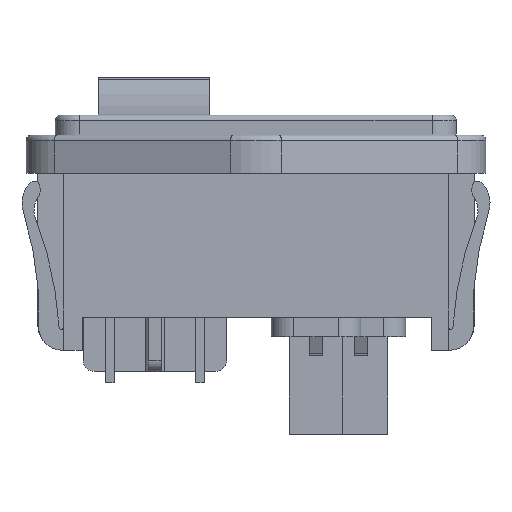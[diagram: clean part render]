
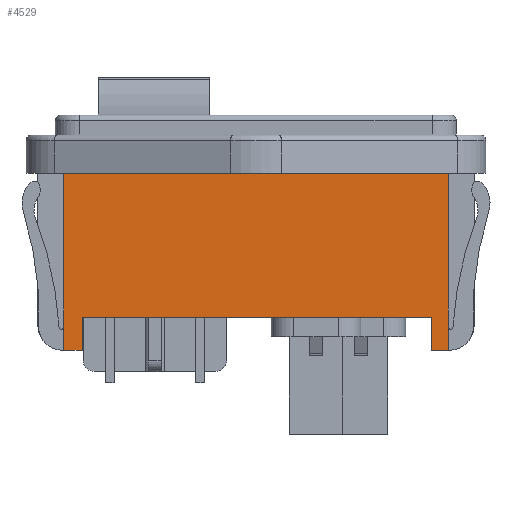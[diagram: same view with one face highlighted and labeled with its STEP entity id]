
A CAD part, left-side view. The second image highlights one B-rep face of the part: STEP entity #4529.
In plain terms, the highlighted planar face has unit normal (-1, 0, 0).
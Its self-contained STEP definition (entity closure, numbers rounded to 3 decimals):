
#280=FACE_OUTER_BOUND('',#544,.T.);
#544=EDGE_LOOP('',(#3642,#3643,#3644,#3645,#3646,#3647,#3648,#3649));
#973=LINE('',#6823,#1462);
#1024=LINE('',#6969,#1513);
#1046=LINE('',#7018,#1535);
#1065=LINE('',#7053,#1554);
#1081=LINE('',#7086,#1570);
#1105=LINE('',#7196,#1594);
#1106=LINE('',#7198,#1595);
#1107=LINE('',#7199,#1596);
#1462=VECTOR('',#5471,34.29);
#1513=VECTOR('',#5632,15.748);
#1535=VECTOR('',#5668,1.524);
#1554=VECTOR('',#5689,1.651);
#1570=VECTOR('',#5723,15.748);
#1594=VECTOR('',#5857,2.945);
#1595=VECTOR('',#5858,31.115);
#1596=VECTOR('',#5859,2.945);
#1947=VERTEX_POINT('',#6820);
#1948=VERTEX_POINT('',#6822);
#1988=VERTEX_POINT('',#6967);
#2007=VERTEX_POINT('',#7015);
#2008=VERTEX_POINT('',#7017);
#2023=VERTEX_POINT('',#7051);
#2062=VERTEX_POINT('',#7195);
#2063=VERTEX_POINT('',#7197);
#2439=EDGE_CURVE('',#1948,#1947,#973,.T.);
#2512=EDGE_CURVE('',#1947,#1988,#1024,.T.);
#2536=EDGE_CURVE('',#2007,#2008,#1046,.T.);
#2555=EDGE_CURVE('',#2023,#1988,#1065,.T.);
#2573=EDGE_CURVE('',#2007,#1948,#1081,.T.);
#2627=EDGE_CURVE('',#2062,#2023,#1105,.T.);
#2628=EDGE_CURVE('',#2063,#2062,#1106,.T.);
#2629=EDGE_CURVE('',#2063,#2008,#1107,.T.);
#3642=ORIENTED_EDGE('',*,*,#2573,.T.);
#3643=ORIENTED_EDGE('',*,*,#2439,.T.);
#3644=ORIENTED_EDGE('',*,*,#2512,.T.);
#3645=ORIENTED_EDGE('',*,*,#2555,.F.);
#3646=ORIENTED_EDGE('',*,*,#2627,.F.);
#3647=ORIENTED_EDGE('',*,*,#2628,.F.);
#3648=ORIENTED_EDGE('',*,*,#2629,.T.);
#3649=ORIENTED_EDGE('',*,*,#2536,.F.);
#4308=PLANE('',#4907);
#4529=ADVANCED_FACE('',(#280),#4308,.T.);
#4907=AXIS2_PLACEMENT_3D('',#7194,#5855,#5856);
#5471=DIRECTION('',(0.,1.,0.));
#5632=DIRECTION('',(0.,0.,-1.));
#5668=DIRECTION('',(0.,1.,0.));
#5689=DIRECTION('',(0.,1.,0.));
#5723=DIRECTION('',(0.,0.,1.));
#5855=DIRECTION('center_axis',(-1.,0.,0.));
#5856=DIRECTION('ref_axis',(0.,1.,0.));
#5857=DIRECTION('',(0.,0.,-1.));
#5858=DIRECTION('',(0.,1.,0.));
#5859=DIRECTION('',(0.,0.,-1.));
#6820=CARTESIAN_POINT('',(-13.183,17.145,-5.207));
#6822=CARTESIAN_POINT('',(-13.183,-17.145,-5.207));
#6823=CARTESIAN_POINT('',(-13.183,-17.145,-5.207));
#6967=CARTESIAN_POINT('',(-13.183,17.145,-20.955));
#6969=CARTESIAN_POINT('',(-13.183,17.145,-5.207));
#7015=CARTESIAN_POINT('',(-13.183,-17.145,-20.955));
#7017=CARTESIAN_POINT('',(-13.183,-15.621,-20.955));
#7018=CARTESIAN_POINT('',(-13.183,-17.145,-20.955));
#7051=CARTESIAN_POINT('',(-13.183,15.494,-20.955));
#7053=CARTESIAN_POINT('',(-13.183,15.494,-20.955));
#7086=CARTESIAN_POINT('',(-13.183,-17.145,-20.955));
#7194=CARTESIAN_POINT('Origin',(-13.183,-17.145,-5.207));
#7195=CARTESIAN_POINT('',(-13.183,15.494,-18.01));
#7196=CARTESIAN_POINT('',(-13.183,15.494,-18.01));
#7197=CARTESIAN_POINT('',(-13.183,-15.621,-18.01));
#7198=CARTESIAN_POINT('',(-13.183,-15.621,-18.01));
#7199=CARTESIAN_POINT('',(-13.183,-15.621,-18.01));
